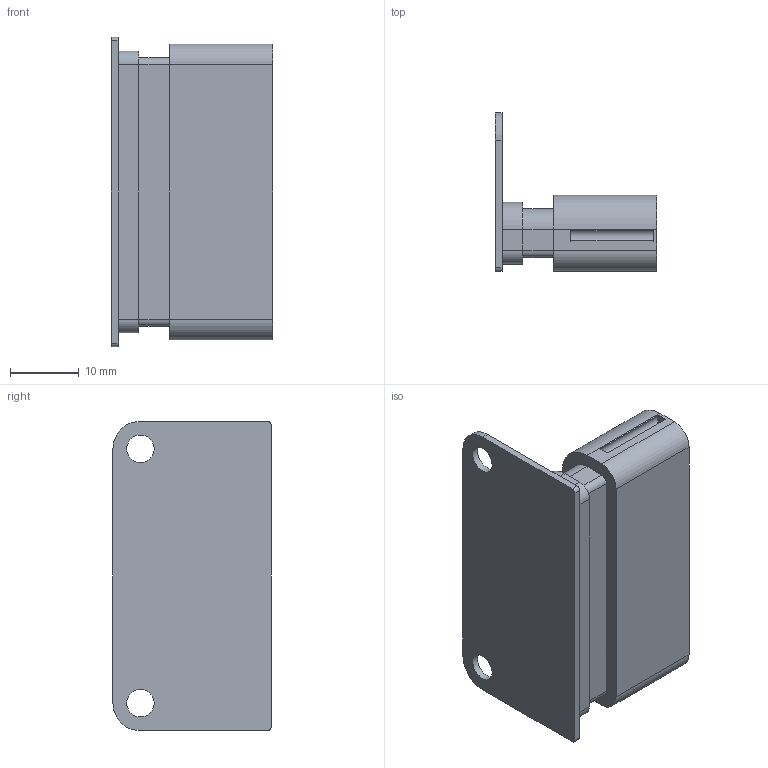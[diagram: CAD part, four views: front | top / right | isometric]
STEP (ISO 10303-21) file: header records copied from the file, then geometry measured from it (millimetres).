
FILE_DESCRIPTION(/* description */ (''),/* implementation_level */ '2;1');
FILE_NAME(/* name */ 'PS2.stp',/* time_stamp */ '2020-07-11T23:16:43-07:00',/* author */ ('Trung'),/* organization */ (''),/* preprocessor_version */ 'ST-DEVELOPER v16.13',/* originating_system */ 'Autodesk Inventor 2018',/* authorisation */ '');
FILE_SCHEMA (('AUTOMOTIVE_DESIGN { 1 0 10303 214 3 1 1 }'));
Length unit declared in the file: millimetre
Products named in the file (1): Part1
Bounding box: 23.5 x 23 x 45 mm (x, y, z)
Volume: 7403.2 mm3; surface area: 7979.9 mm2
Topology: 2 solids, 2 shells, 96 faces, 223 edges, 146 vertices
Faces by surface type: plane 52, cylinder 44
Full cylindrical faces by diameter (mm): 2 x9, 4 x2
Entity records: 2914 total; most frequent: DIRECTION 490, CARTESIAN_POINT 455, ORIENTED_EDGE 440, EDGE_CURVE 212, AXIS2_PLACEMENT_3D 181, VERTEX_POINT 146, EDGE_LOOP 128, LINE 128
